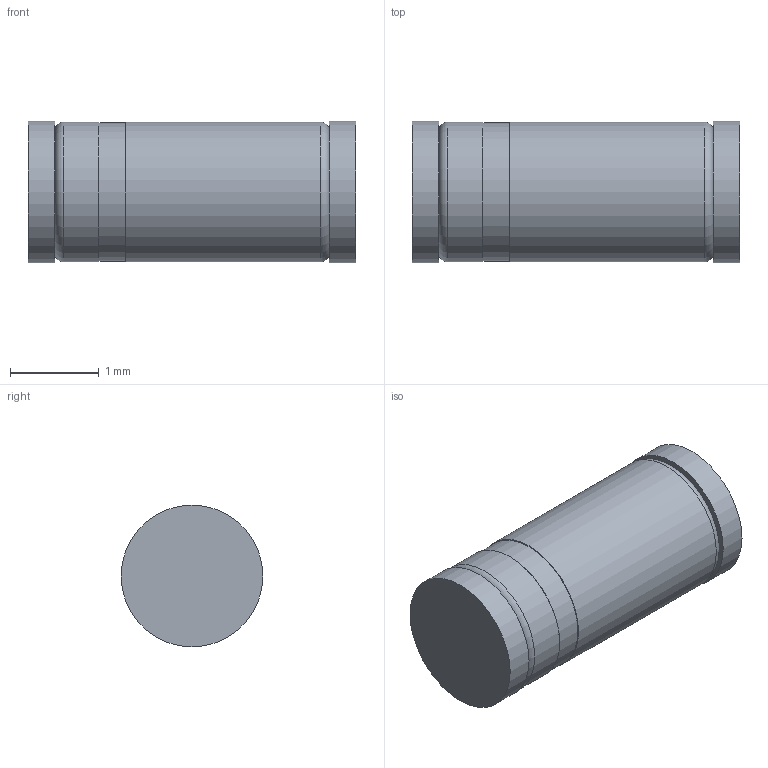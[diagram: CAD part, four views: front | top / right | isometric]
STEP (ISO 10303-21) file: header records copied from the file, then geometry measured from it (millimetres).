
FILE_DESCRIPTION(('FreeCAD Model'),'2;1');
FILE_NAME('D_SOD-80C.step', '2018-04-26T14:30:08',('kicad StepUp'),('ksu MCAD'), 'Open CASCADE STEP processor 6.8','FreeCAD','Unknown');
FILE_SCHEMA(('AUTOMOTIVE_DESIGN_CC2 { 1 2 10303 214 -1 1 5 4 }'));
Length unit declared in the file: millimetre
Products named in the file (1): D_SOD-80C
Bounding box: 3.7 x 1.6 x 1.6 mm (x, y, z)
Volume: 7.2 mm3; surface area: 24 mm2
Topology: 1 solids, 1 shells, 13 faces, 19 edges, 12 vertices
Faces by surface type: plane 6, cylinder 5, torus 2
Full cylindrical faces by diameter (mm): 1.56 x1, 1.58 x2, 1.6 x2
Entity records: 396 total; most frequent: DIRECTION 61, CARTESIAN_POINT 45, ORIENTED_EDGE 38, AXIS2_PLACEMENT_3D 28, EDGE_CURVE 19, FACE_BOUND 17, EDGE_LOOP 17, CIRCLE 14
